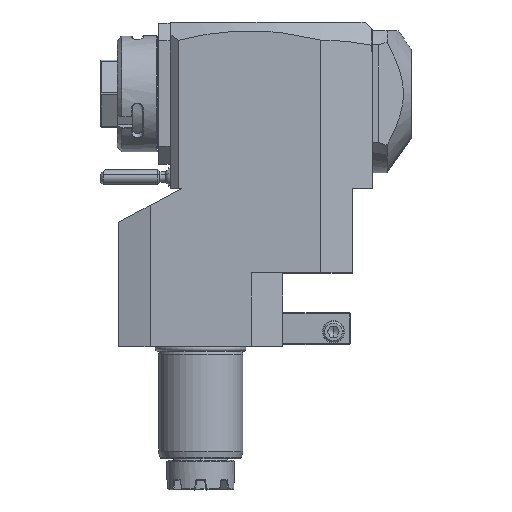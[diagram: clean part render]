
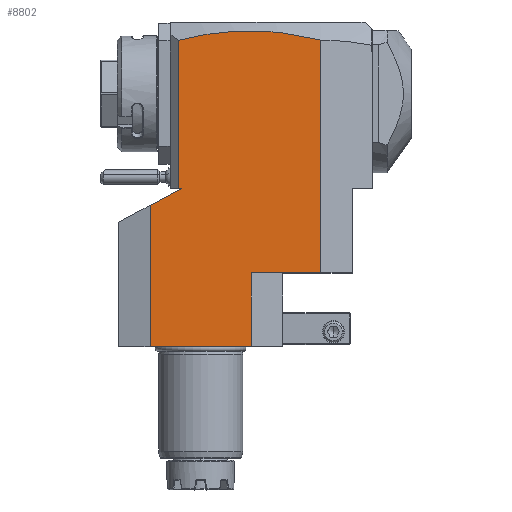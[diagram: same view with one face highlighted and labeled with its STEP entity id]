
A CAD part, top view. The second image highlights one B-rep face of the part: STEP entity #8802.
In plain terms, the highlighted planar face has unit normal (0, 0, 1).
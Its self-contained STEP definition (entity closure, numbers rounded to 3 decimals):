
#1=DIRECTION('',(-1.,0.,0.));
#2=VECTOR('',#1,48.);
#3=CARTESIAN_POINT('',(24.,0.,37.5));
#4=LINE('',#3,#2);
#43=DIRECTION('',(-1.,0.,0.));
#44=VECTOR('',#43,1.592);
#45=CARTESIAN_POINT('',(-8.908,75.,37.5));
#46=LINE('',#45,#44);
#47=CARTESIAN_POINT('',(57.,145.435,37.5));
#48=CARTESIAN_POINT('',(51.371,146.939,37.5));
#49=CARTESIAN_POINT('',(40.115,149.162,37.5));
#50=CARTESIAN_POINT('',(23.238,150.233,37.5));
#51=CARTESIAN_POINT('',(6.365,149.072,37.5));
#52=CARTESIAN_POINT('',(-4.879,146.791,37.5));
#53=CARTESIAN_POINT('',(-10.5,145.258,37.5));
#55=DIRECTION('',(0.,-1.,0.));
#56=VECTOR('',#55,110.435);
#57=CARTESIAN_POINT('',(57.,145.435,37.5));
#58=LINE('',#57,#56);
#59=DIRECTION('',(0.883,0.469,0.));
#60=VECTOR('',#59,17.092);
#61=CARTESIAN_POINT('',(-24.,66.976,37.5));
#62=LINE('',#61,#60);
#124=DIRECTION('',(0.,-1.,0.));
#125=VECTOR('',#124,70.258);
#126=CARTESIAN_POINT('',(-10.5,145.258,37.5));
#127=LINE('',#126,#125);
#2295=DIRECTION('',(1.,0.,0.));
#2296=VECTOR('',#2295,33.);
#2297=CARTESIAN_POINT('',(24.,35.,37.5));
#2298=LINE('',#2297,#2296);
#2887=DIRECTION('',(0.,1.,0.));
#2888=VECTOR('',#2887,35.);
#2889=CARTESIAN_POINT('',(24.,0.,37.5));
#2890=LINE('',#2889,#2888);
#4849=DIRECTION('',(0.,-1.,0.));
#4850=VECTOR('',#4849,66.976);
#4851=CARTESIAN_POINT('',(-24.,66.976,37.5));
#4852=LINE('',#4851,#4850);
#8173=VERTEX_POINT('',#47);
#8174=VERTEX_POINT('',#53);
#8532=CARTESIAN_POINT('',(24.,0.,37.5));
#8533=CARTESIAN_POINT('',(-24.,0.,37.5));
#8534=VERTEX_POINT('',#8532);
#8535=VERTEX_POINT('',#8533);
#8573=CARTESIAN_POINT('',(57.,35.,37.5));
#8575=VERTEX_POINT('',#8573);
#8584=CARTESIAN_POINT('',(-10.5,75.,37.5));
#8586=VERTEX_POINT('',#8584);
#8592=CARTESIAN_POINT('',(-24.,66.976,37.5));
#8594=VERTEX_POINT('',#8592);
#8732=CARTESIAN_POINT('',(-8.908,75.,37.5));
#8733=VERTEX_POINT('',#8732);
#8736=CARTESIAN_POINT('',(24.,35.,37.5));
#8737=VERTEX_POINT('',#8736);
#8778=CARTESIAN_POINT('',(-39.202,35.,37.5));
#8779=DIRECTION('',(0.,0.,1.));
#8780=DIRECTION('',(1.,0.,0.));
#8781=AXIS2_PLACEMENT_3D('',#8778,#8779,#8780);
#8782=PLANE('',#8781);
#8784=ORIENTED_EDGE('',*,*,#8783,.T.);
#8786=ORIENTED_EDGE('',*,*,#8785,.F.);
#8788=ORIENTED_EDGE('',*,*,#8787,.F.);
#8790=ORIENTED_EDGE('',*,*,#8789,.T.);
#8792=ORIENTED_EDGE('',*,*,#8791,.F.);
#8794=ORIENTED_EDGE('',*,*,#8793,.F.);
#8795=ORIENTED_EDGE('',*,*,#8747,.T.);
#8797=ORIENTED_EDGE('',*,*,#8796,.F.);
#8799=ORIENTED_EDGE('',*,*,#8798,.T.);
#8800=EDGE_LOOP('',(#8784,#8786,#8788,#8790,#8792,#8794,#8795,#8797,#8799));
#8801=FACE_OUTER_BOUND('',#8800,.F.);
#54=B_SPLINE_CURVE_WITH_KNOTS('',3,(#47,#48,#49,#50,#51,#52,#53),.UNSPECIFIED.,
.F.,.F.,(4,1,1,1,4),(0.,0.25,0.5,0.75,1.),.UNSPECIFIED.);
#8747=EDGE_CURVE('',#8534,#8535,#4,.T.);
#8783=EDGE_CURVE('',#8733,#8586,#46,.T.);
#8785=EDGE_CURVE('',#8174,#8586,#127,.T.);
#8787=EDGE_CURVE('',#8173,#8174,#54,.T.);
#8789=EDGE_CURVE('',#8173,#8575,#58,.T.);
#8791=EDGE_CURVE('',#8737,#8575,#2298,.T.);
#8793=EDGE_CURVE('',#8534,#8737,#2890,.T.);
#8796=EDGE_CURVE('',#8594,#8535,#4852,.T.);
#8798=EDGE_CURVE('',#8594,#8733,#62,.T.);
#8802=ADVANCED_FACE('',(#8801),#8782,.T.);
